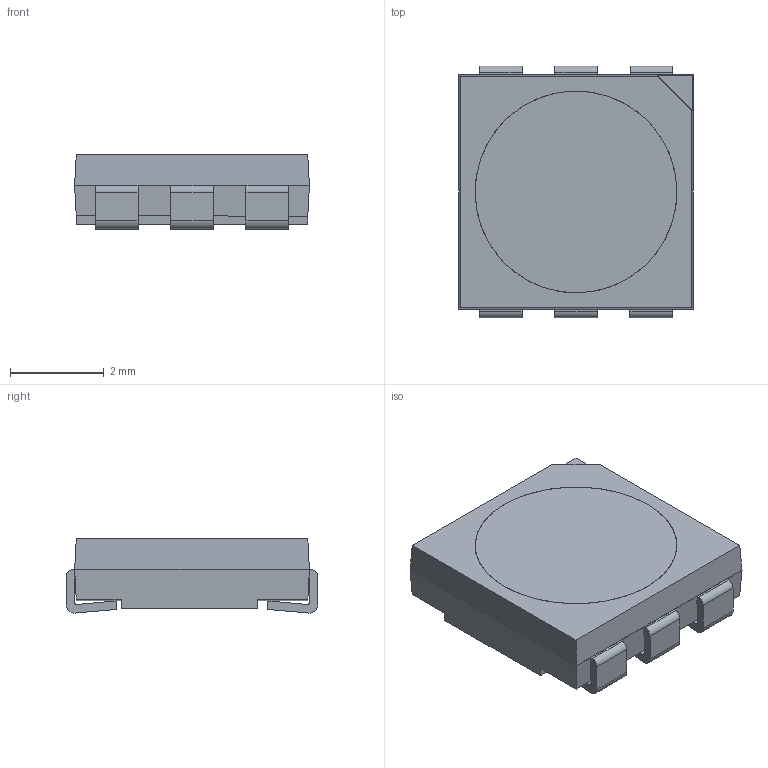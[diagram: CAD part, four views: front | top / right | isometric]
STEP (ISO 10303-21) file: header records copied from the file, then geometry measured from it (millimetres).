
FILE_DESCRIPTION((''),'2;1');
FILE_NAME('4500587100X31','2024-06-10T08:53:34',('JGoswami'),(''),'CREO PARAMETRIC BY PTC INC, 2021304','CREO PARAMETRIC BY PTC INC, 2021304','');
FILE_SCHEMA(('CONFIG_CONTROL_DESIGN'));
Length unit declared in the file: inch
Products named in the file (1): 4500587100X31
Bounding box: 5 x 5.36 x 1.58 mm (x, y, z)
Volume: 10.5 mm3; surface area: 184 mm2
Topology: 11 solids, 13 shells, 161 faces, 397 edges, 264 vertices
Faces by surface type: plane 128, cylinder 29, bspline 2, cone 2
Entity records: 4868 total; most frequent: CARTESIAN_POINT 964, ORIENTED_EDGE 794, DIRECTION 774, EDGE_CURVE 397, VECTOR 328, LINE 328, VERTEX_POINT 264, AXIS2_PLACEMENT_3D 223
